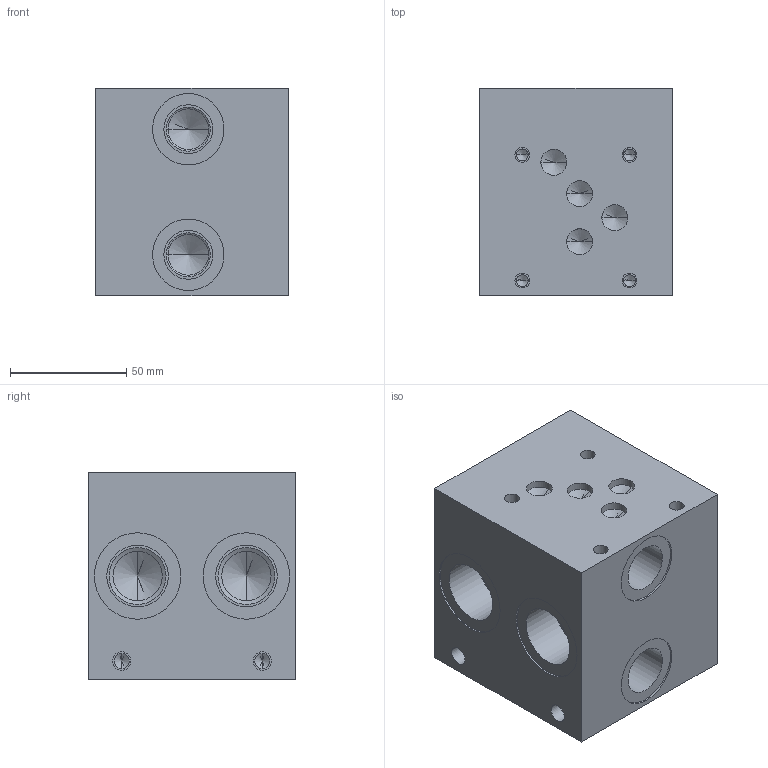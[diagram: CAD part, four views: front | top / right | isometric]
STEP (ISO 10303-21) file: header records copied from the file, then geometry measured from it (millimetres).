
FILE_DESCRIPTION((''),'2;1');
FILE_NAME('AD05P013B.stp','2009-06-16T12:44:47',('juliea'),(''),'Autodesk Inventor 2009','Autodesk Inventor 2009','');
FILE_SCHEMA(('AUTOMOTIVE_DESIGN { 1 0 10303 214 1 1 1 1 }'));
Length unit declared in the file: inch
Products named in the file (1): AD05P013B_3D
Bounding box: 82.55 x 88.9 x 88.9 mm (x, y, z)
Volume: 552346.6 mm3; surface area: 64117.8 mm2
Topology: 1 solids, 1 shells, 112 faces, 240 edges, 132 vertices
Faces by surface type: cylinder 44, cone 42, plane 26
Full cylindrical faces by diameter (mm): 5.105 x4, 6.35 x4, 6.528 x4, 7.95 x4, 11.125 x4, 17.475 x2, 18.923 x2, 20.955 x2, 21.184 x4, 24.409 x4, 26.441 x4, 30.683 x2, 37.109 x4
Entity records: 2556 total; most frequent: DIRECTION 486, CARTESIAN_POINT 399, ORIENTED_EDGE 308, AXIS2_PLACEMENT_3D 219, EDGE_LOOP 200, EDGE_CURVE 154, VERTEX_POINT 132, FACE_OUTER_BOUND 112
